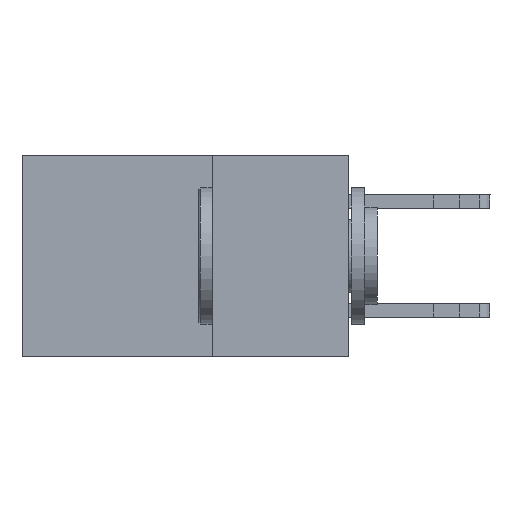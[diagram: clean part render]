
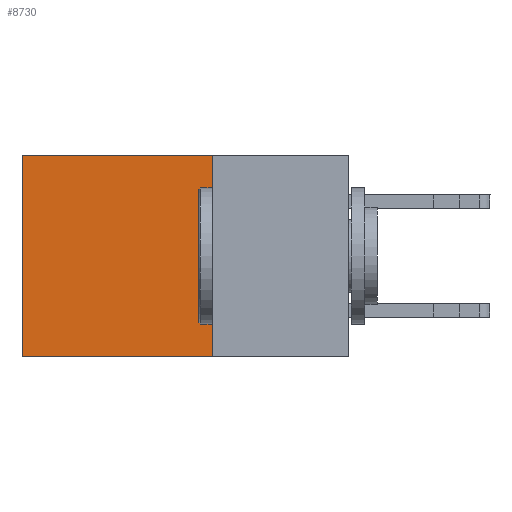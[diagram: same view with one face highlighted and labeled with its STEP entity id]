
A CAD part, left-side view. The second image highlights one B-rep face of the part: STEP entity #8730.
In plain terms, the highlighted planar face has unit normal (-1, 0, 0).
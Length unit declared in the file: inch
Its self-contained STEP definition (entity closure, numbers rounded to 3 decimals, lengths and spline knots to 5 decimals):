
#719 = CARTESIAN_POINT ( 'NONE',  ( 0.298, 0.25, -0.37 ) ) ;
#746 = VECTOR ( 'NONE', #7497, 39.37008 ) ;
#1910 = CARTESIAN_POINT ( 'NONE',  ( 0.298, 0.6, 0. ) ) ;
#2032 = FACE_OUTER_BOUND ( 'NONE', #14626, .T. ) ;
#2066 = LINE ( 'NONE', #13618, #746 ) ;
#2589 = CARTESIAN_POINT ( 'NONE',  ( 0.298, 0.25, 0. ) ) ;
#3307 = DIRECTION ( 'NONE',  ( 0., 0., -1. ) ) ;
#4346 = CARTESIAN_POINT ( 'NONE',  ( 0.298, 0.25, 0. ) ) ;
#4509 = DIRECTION ( 'NONE',  ( 1., 0., 0. ) ) ;
#5304 = EDGE_CURVE ( 'NONE', #10601, #8850, #2066, .T. ) ;
#6248 = EDGE_CURVE ( 'NONE', #10601, #7681, #8998, .T. ) ;
#6945 = CARTESIAN_POINT ( 'NONE',  ( 0.298, 0.6, -0.37 ) ) ;
#7203 = PLANE ( 'NONE',  #14905 ) ;
#7415 = ORIENTED_EDGE ( 'NONE', *, *, #10487, .T. ) ;
#7497 = DIRECTION ( 'NONE',  ( 0., 0., -1. ) ) ;
#7602 = VECTOR ( 'NONE', #8426, 39.37008 ) ;
#7681 = VERTEX_POINT ( 'NONE', #14184 ) ;
#8416 = VECTOR ( 'NONE', #16725, 39.37008 ) ;
#8426 = DIRECTION ( 'NONE',  ( 0., 1., 0. ) ) ;
#8592 = VERTEX_POINT ( 'NONE', #6945 ) ;
#8639 = EDGE_CURVE ( 'NONE', #8850, #8592, #16237, .T. ) ;
#8730 = ADVANCED_FACE ( 'NONE', ( #2032 ), #7203, .F. ) ;
#8850 = VERTEX_POINT ( 'NONE', #10312 ) ;
#8998 = LINE ( 'NONE', #2589, #8416 ) ;
#9625 = DIRECTION ( 'NONE',  ( 0., 0., -1. ) ) ;
#10312 = CARTESIAN_POINT ( 'NONE',  ( 0.298, 0.25, -0.37 ) ) ;
#10487 = EDGE_CURVE ( 'NONE', #7681, #8592, #13740, .T. ) ;
#10601 = VERTEX_POINT ( 'NONE', #12781 ) ;
#11351 = VECTOR ( 'NONE', #3307, 39.37008 ) ;
#12781 = CARTESIAN_POINT ( 'NONE',  ( 0.298, 0.25, 0. ) ) ;
#13618 = CARTESIAN_POINT ( 'NONE',  ( 0.298, 0.25, 0. ) ) ;
#13740 = LINE ( 'NONE', #1910, #11351 ) ;
#14120 = ORIENTED_EDGE ( 'NONE', *, *, #5304, .F. ) ;
#14184 = CARTESIAN_POINT ( 'NONE',  ( 0.298, 0.6, 0. ) ) ;
#14360 = ORIENTED_EDGE ( 'NONE', *, *, #8639, .F. ) ;
#14626 = EDGE_LOOP ( 'NONE', ( #7415, #14360, #14120, #15067 ) ) ;
#14905 = AXIS2_PLACEMENT_3D ( 'NONE', #4346, #4509, #9625 ) ;
#15067 = ORIENTED_EDGE ( 'NONE', *, *, #6248, .T. ) ;
#16237 = LINE ( 'NONE', #719, #7602 ) ;
#16725 = DIRECTION ( 'NONE',  ( 0., 1., 0. ) ) ;
